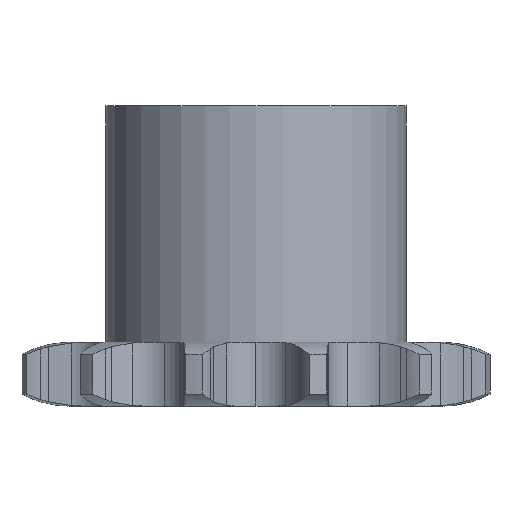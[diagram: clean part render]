
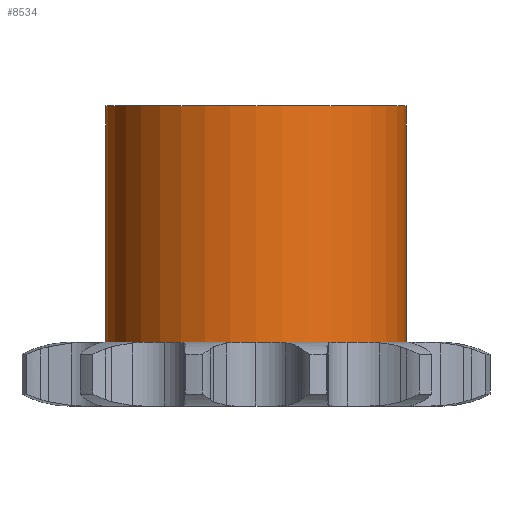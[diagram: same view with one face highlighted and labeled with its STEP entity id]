
A CAD part, front view. The second image highlights one B-rep face of the part: STEP entity #8534.
In plain terms, the highlighted cylindrical face has radius 12.5 mm (diameter 25 mm), a full revolution.
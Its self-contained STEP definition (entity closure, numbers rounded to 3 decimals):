
#443 = PLANE('',#444);
#444 = AXIS2_PLACEMENT_3D('',#445,#446,#447);
#445 = CARTESIAN_POINT('',(0.,0.,5.3));
#446 = DIRECTION('',(-0.,-0.,-1.));
#447 = DIRECTION('',(-1.,0.,0.));
#2074 = EDGE_CURVE('',#2075,#2075,#2077,.T.);
#2075 = VERTEX_POINT('',#2076);
#2076 = CARTESIAN_POINT('',(12.5,0.,5.3));
#2077 = SURFACE_CURVE('',#2078,(#2083,#2090),.PCURVE_S1.);
#2078 = CIRCLE('',#2079,12.5);
#2079 = AXIS2_PLACEMENT_3D('',#2080,#2081,#2082);
#2080 = CARTESIAN_POINT('',(0.,0.,5.3));
#2081 = DIRECTION('',(0.,0.,-1.));
#2082 = DIRECTION('',(1.,0.,0.));
#2083 = PCURVE('',#443,#2084);
#2084 = DEFINITIONAL_REPRESENTATION('',(#2085),#2089);
#2085 = CIRCLE('',#2086,12.5);
#2086 = AXIS2_PLACEMENT_2D('',#2087,#2088);
#2087 = CARTESIAN_POINT('',(0.,0.));
#2088 = DIRECTION('',(-1.,0.));
#2089 = ( GEOMETRIC_REPRESENTATION_CONTEXT(2) 
PARAMETRIC_REPRESENTATION_CONTEXT() REPRESENTATION_CONTEXT('2D SPACE',''
  ) );
#2090 = PCURVE('',#2091,#2096);
#2091 = CYLINDRICAL_SURFACE('',#2092,12.5);
#2092 = AXIS2_PLACEMENT_3D('',#2093,#2094,#2095);
#2093 = CARTESIAN_POINT('',(0.,0.,0.));
#2094 = DIRECTION('',(-0.,-0.,-1.));
#2095 = DIRECTION('',(1.,0.,0.));
#2096 = DEFINITIONAL_REPRESENTATION('',(#2097),#2101);
#2097 = LINE('',#2098,#2099);
#2098 = CARTESIAN_POINT('',(-6.283,-5.3));
#2099 = VECTOR('',#2100,1.);
#2100 = DIRECTION('',(1.,-0.));
#2101 = ( GEOMETRIC_REPRESENTATION_CONTEXT(2) 
PARAMETRIC_REPRESENTATION_CONTEXT() REPRESENTATION_CONTEXT('2D SPACE',''
  ) );
#8534 = ADVANCED_FACE('',(#8535),#2091,.T.);
#8535 = FACE_BOUND('',#8536,.F.);
#8536 = EDGE_LOOP('',(#8537,#8538,#8561,#8588));
#8537 = ORIENTED_EDGE('',*,*,#2074,.T.);
#8538 = ORIENTED_EDGE('',*,*,#8539,.T.);
#8539 = EDGE_CURVE('',#2075,#8540,#8542,.T.);
#8540 = VERTEX_POINT('',#8541);
#8541 = CARTESIAN_POINT('',(12.5,0.,25.));
#8542 = SEAM_CURVE('',#8543,(#8547,#8554),.PCURVE_S1.);
#8543 = LINE('',#8544,#8545);
#8544 = CARTESIAN_POINT('',(12.5,0.,0.));
#8545 = VECTOR('',#8546,1.);
#8546 = DIRECTION('',(0.,0.,1.));
#8547 = PCURVE('',#2091,#8548);
#8548 = DEFINITIONAL_REPRESENTATION('',(#8549),#8553);
#8549 = LINE('',#8550,#8551);
#8550 = CARTESIAN_POINT('',(-6.283,0.));
#8551 = VECTOR('',#8552,1.);
#8552 = DIRECTION('',(-0.,-1.));
#8553 = ( GEOMETRIC_REPRESENTATION_CONTEXT(2) 
PARAMETRIC_REPRESENTATION_CONTEXT() REPRESENTATION_CONTEXT('2D SPACE',''
  ) );
#8554 = PCURVE('',#2091,#8555);
#8555 = DEFINITIONAL_REPRESENTATION('',(#8556),#8560);
#8556 = LINE('',#8557,#8558);
#8557 = CARTESIAN_POINT('',(-0.,0.));
#8558 = VECTOR('',#8559,1.);
#8559 = DIRECTION('',(-0.,-1.));
#8560 = ( GEOMETRIC_REPRESENTATION_CONTEXT(2) 
PARAMETRIC_REPRESENTATION_CONTEXT() REPRESENTATION_CONTEXT('2D SPACE',''
  ) );
#8561 = ORIENTED_EDGE('',*,*,#8562,.T.);
#8562 = EDGE_CURVE('',#8540,#8540,#8563,.T.);
#8563 = SURFACE_CURVE('',#8564,(#8569,#8576),.PCURVE_S1.);
#8564 = CIRCLE('',#8565,12.5);
#8565 = AXIS2_PLACEMENT_3D('',#8566,#8567,#8568);
#8566 = CARTESIAN_POINT('',(0.,0.,25.));
#8567 = DIRECTION('',(0.,0.,1.));
#8568 = DIRECTION('',(1.,0.,0.));
#8569 = PCURVE('',#2091,#8570);
#8570 = DEFINITIONAL_REPRESENTATION('',(#8571),#8575);
#8571 = LINE('',#8572,#8573);
#8572 = CARTESIAN_POINT('',(-0.,-25.));
#8573 = VECTOR('',#8574,1.);
#8574 = DIRECTION('',(-1.,0.));
#8575 = ( GEOMETRIC_REPRESENTATION_CONTEXT(2) 
PARAMETRIC_REPRESENTATION_CONTEXT() REPRESENTATION_CONTEXT('2D SPACE',''
  ) );
#8576 = PCURVE('',#8577,#8582);
#8577 = PLANE('',#8578);
#8578 = AXIS2_PLACEMENT_3D('',#8579,#8580,#8581);
#8579 = CARTESIAN_POINT('',(0.,0.,25.)
  );
#8580 = DIRECTION('',(0.,0.,1.));
#8581 = DIRECTION('',(1.,0.,0.));
#8582 = DEFINITIONAL_REPRESENTATION('',(#8583),#8587);
#8583 = CIRCLE('',#8584,12.5);
#8584 = AXIS2_PLACEMENT_2D('',#8585,#8586);
#8585 = CARTESIAN_POINT('',(0.,0.));
#8586 = DIRECTION('',(1.,0.));
#8587 = ( GEOMETRIC_REPRESENTATION_CONTEXT(2) 
PARAMETRIC_REPRESENTATION_CONTEXT() REPRESENTATION_CONTEXT('2D SPACE',''
  ) );
#8588 = ORIENTED_EDGE('',*,*,#8539,.F.);
